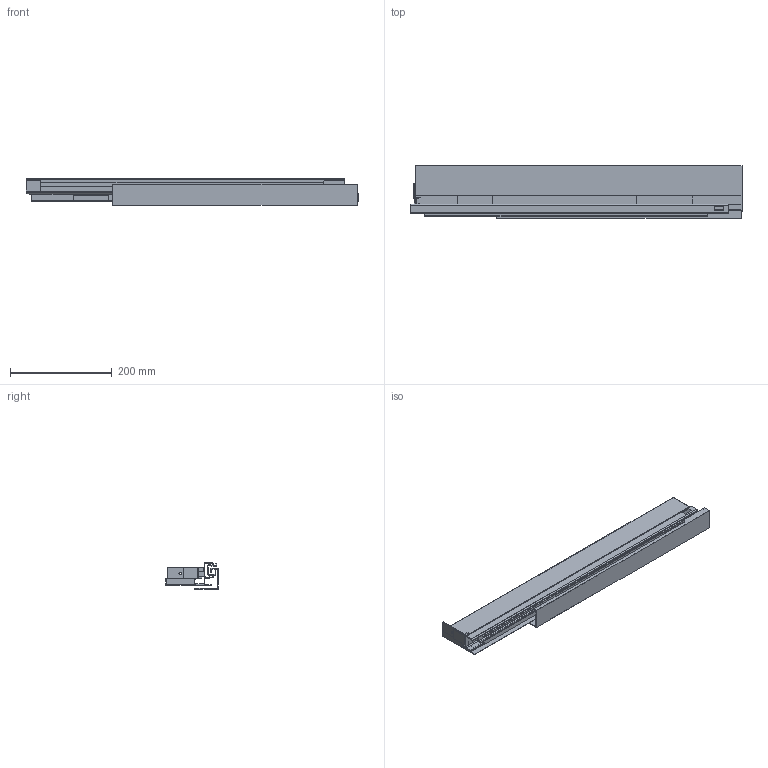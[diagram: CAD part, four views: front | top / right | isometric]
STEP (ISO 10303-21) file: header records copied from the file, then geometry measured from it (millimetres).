
FILE_DESCRIPTION (( 'STEP AP214' ), '1' );
FILE_NAME ('F000187,F000221-CLOSED_RIGHT_3D.step', '2022-10-10T14:36:01', ( '' ), ( '' ), 'SwSTEP 2.0', 'SolidWorks 2020', '' );
FILE_SCHEMA (( 'AUTOMOTIVE_DESIGN' ));
Length unit declared in the file: millimetre
Products named in the file (6): RiexTrack Bocnice-650-H89-PRAVA; RiexTrack-650-VNEJSI-PRAVY; NU70,NU80-650-STREDNI; NU70,NU80-650-VNITRNI_PRAVY; RiexTrack-650_CLOSED_RIGHT_3D; F000187,F000221-CLOSED_RIGHT_3D
Assembly tree (5 placements, depth 3):
  F000187,F000221-CLOSED_RIGHT_3D
    RiexTrack-650_CLOSED_RIGHT_3D
      RiexTrack-650-VNEJSI-PRAVY
      NU70,NU80-650-STREDNI
      NU70,NU80-650-VNITRNI_PRAVY
    RiexTrack Bocnice-650-H89-PRAVA
Bounding box: 651.5 x 102.5 x 51.7 mm (x, y, z)
Volume: 286173.2 mm3; surface area: 509514.7 mm2
Topology: 8 solids, 8 shells, 342 faces, 885 edges, 560 vertices
Faces by surface type: plane 158, cylinder 102, cone 82
Entity records: 10813 total; most frequent: DIRECTION 1879, CARTESIAN_POINT 1796, ORIENTED_EDGE 1770, EDGE_CURVE 885, AXIS2_PLACEMENT_3D 643, VECTOR 593, LINE 593, VERTEX_POINT 560
